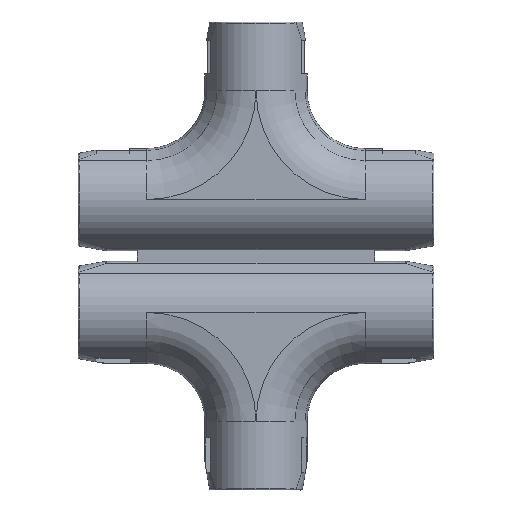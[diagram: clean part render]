
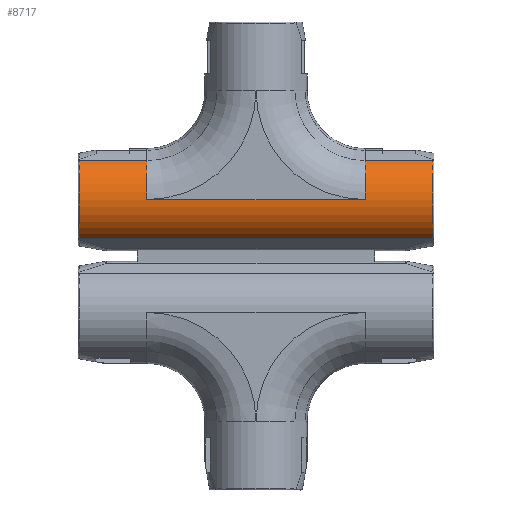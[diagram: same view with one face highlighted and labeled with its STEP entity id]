
A CAD part, front view. The second image highlights one B-rep face of the part: STEP entity #8717.
In plain terms, the highlighted cylindrical face has radius 17.55 mm (diameter 35.1 mm), a partial arc.
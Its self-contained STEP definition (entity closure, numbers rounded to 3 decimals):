
#102 = CIRCLE ( 'NONE', #6520, 17.55 ) ;
#148 = VERTEX_POINT ( 'NONE', #5263 ) ;
#544 = CARTESIAN_POINT ( 'NONE',  ( -67., 0., 0. ) ) ;
#930 = EDGE_CURVE ( 'NONE', #3561, #8092, #6315, .T. ) ;
#988 = VERTEX_POINT ( 'NONE', #8829 ) ;
#1248 = EDGE_CURVE ( 'NONE', #1831, #148, #7036, .T. ) ;
#1267 = CYLINDRICAL_SURFACE ( 'NONE', #8824, 17.55 ) ;
#1831 = VERTEX_POINT ( 'NONE', #5544 ) ;
#2222 = ORIENTED_EDGE ( 'NONE', *, *, #8066, .F. ) ;
#2268 = CARTESIAN_POINT ( 'NONE',  ( 41.35, 0., 0. ) ) ;
#2450 = DIRECTION ( 'NONE',  ( -1., 0., 0. ) ) ;
#2875 = LINE ( 'NONE', #10426, #3939 ) ;
#2909 = ORIENTED_EDGE ( 'NONE', *, *, #1248, .F. ) ;
#2944 = CARTESIAN_POINT ( 'NONE',  ( 67.5, 0., 0. ) ) ;
#2993 = DIRECTION ( 'NONE',  ( -1., 0., 0. ) ) ;
#3168 = LINE ( 'NONE', #4751, #6169 ) ;
#3271 = CARTESIAN_POINT ( 'NONE',  ( 67.5, -9.558, 14.719 ) ) ;
#3289 = CIRCLE ( 'NONE', #9515, 17.55 ) ;
#3376 = EDGE_CURVE ( 'NONE', #148, #988, #6584, .T. ) ;
#3472 = ORIENTED_EDGE ( 'NONE', *, *, #7716, .T. ) ;
#3561 = VERTEX_POINT ( 'NONE', #3868 ) ;
#3831 = FACE_OUTER_BOUND ( 'NONE', #10391, .T. ) ;
#3868 = CARTESIAN_POINT ( 'NONE',  ( -67., -9.558, 14.719 ) ) ;
#3933 = VERTEX_POINT ( 'NONE', #7287 ) ;
#3939 = VECTOR ( 'NONE', #2993, 1000. ) ;
#4439 = VERTEX_POINT ( 'NONE', #8017 ) ;
#4604 = ORIENTED_EDGE ( 'NONE', *, *, #5216, .F. ) ;
#4751 = CARTESIAN_POINT ( 'NONE',  ( 67.5, -9.558, 14.719 ) ) ;
#5063 = DIRECTION ( 'NONE',  ( -1., 0., 0. ) ) ;
#5216 = EDGE_CURVE ( 'NONE', #5660, #1831, #3289, .T. ) ;
#5231 = EDGE_CURVE ( 'NONE', #5660, #3561, #7372, .T. ) ;
#5263 = CARTESIAN_POINT ( 'NONE',  ( 41.35, -17.55, 0. ) ) ;
#5544 = CARTESIAN_POINT ( 'NONE',  ( -41.35, -17.55, 0. ) ) ;
#5660 = VERTEX_POINT ( 'NONE', #9918 ) ;
#6169 = VECTOR ( 'NONE', #7975, 1000. ) ;
#6226 = ORIENTED_EDGE ( 'NONE', *, *, #930, .T. ) ;
#6301 = DIRECTION ( 'NONE',  ( 1., 0., 0. ) ) ;
#6315 = CIRCLE ( 'NONE', #6653, 17.55 ) ;
#6520 = AXIS2_PLACEMENT_3D ( 'NONE', #9009, #5063, #6694 ) ;
#6584 = CIRCLE ( 'NONE', #6751, 17.55 ) ;
#6653 = AXIS2_PLACEMENT_3D ( 'NONE', #544, #6301, #9814 ) ;
#6694 = DIRECTION ( 'NONE',  ( 0., 0., -1. ) ) ;
#6751 = AXIS2_PLACEMENT_3D ( 'NONE', #2268, #7193, #10510 ) ;
#6825 = CARTESIAN_POINT ( 'NONE',  ( 0., -17.55, 0. ) ) ;
#7036 = LINE ( 'NONE', #6825, #10077 ) ;
#7119 = DIRECTION ( 'NONE',  ( 0., 0., 1. ) ) ;
#7193 = DIRECTION ( 'NONE',  ( -1., 0., 0. ) ) ;
#7287 = CARTESIAN_POINT ( 'NONE',  ( 67., -9.558, 14.719 ) ) ;
#7372 = LINE ( 'NONE', #3271, #10735 ) ;
#7575 = EDGE_CURVE ( 'NONE', #3933, #988, #3168, .T. ) ;
#7701 = DIRECTION ( 'NONE',  ( -1., 0., 0. ) ) ;
#7716 = EDGE_CURVE ( 'NONE', #4439, #3933, #102, .T. ) ;
#7972 = CARTESIAN_POINT ( 'NONE',  ( -41.35, 0., 0. ) ) ;
#7975 = DIRECTION ( 'NONE',  ( -1., 0., 0. ) ) ;
#8017 = CARTESIAN_POINT ( 'NONE',  ( 67., -9.558, -14.719 ) ) ;
#8023 = DIRECTION ( 'NONE',  ( 1., 0., 0. ) ) ;
#8066 = EDGE_CURVE ( 'NONE', #4439, #8092, #2875, .T. ) ;
#8092 = VERTEX_POINT ( 'NONE', #9964 ) ;
#8418 = ORIENTED_EDGE ( 'NONE', *, *, #7575, .T. ) ;
#8717 = ADVANCED_FACE ( 'NONE', ( #3831 ), #1267, .T. ) ;
#8824 = AXIS2_PLACEMENT_3D ( 'NONE', #2944, #7701, #7119 ) ;
#8829 = CARTESIAN_POINT ( 'NONE',  ( 41.35, -9.558, 14.719 ) ) ;
#9009 = CARTESIAN_POINT ( 'NONE',  ( 67., 0., 0. ) ) ;
#9515 = AXIS2_PLACEMENT_3D ( 'NONE', #7972, #8023, #10483 ) ;
#9814 = DIRECTION ( 'NONE',  ( 0., 0., -1. ) ) ;
#9918 = CARTESIAN_POINT ( 'NONE',  ( -41.35, -9.558, 14.719 ) ) ;
#9964 = CARTESIAN_POINT ( 'NONE',  ( -67., -9.558, -14.719 ) ) ;
#10072 = ORIENTED_EDGE ( 'NONE', *, *, #5231, .T. ) ;
#10077 = VECTOR ( 'NONE', #10124, 1000. ) ;
#10124 = DIRECTION ( 'NONE',  ( 1., 0., 0. ) ) ;
#10341 = ORIENTED_EDGE ( 'NONE', *, *, #3376, .F. ) ;
#10391 = EDGE_LOOP ( 'NONE', ( #10072, #6226, #2222, #3472, #8418, #10341, #2909, #4604 ) ) ;
#10426 = CARTESIAN_POINT ( 'NONE',  ( 67.5, -9.558, -14.719 ) ) ;
#10483 = DIRECTION ( 'NONE',  ( 0., 0., -1. ) ) ;
#10510 = DIRECTION ( 'NONE',  ( 0., 0., 1. ) ) ;
#10735 = VECTOR ( 'NONE', #2450, 1000. ) ;
